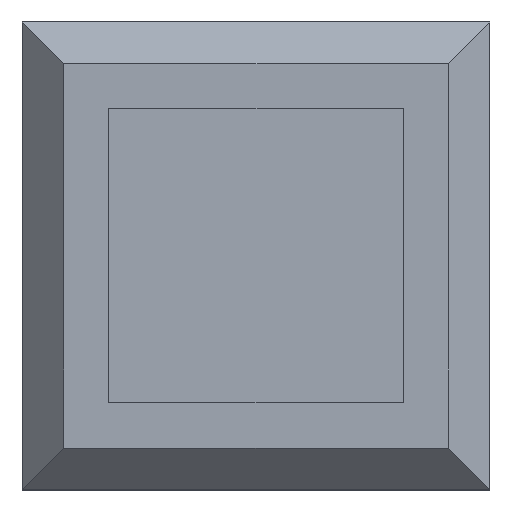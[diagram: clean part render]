
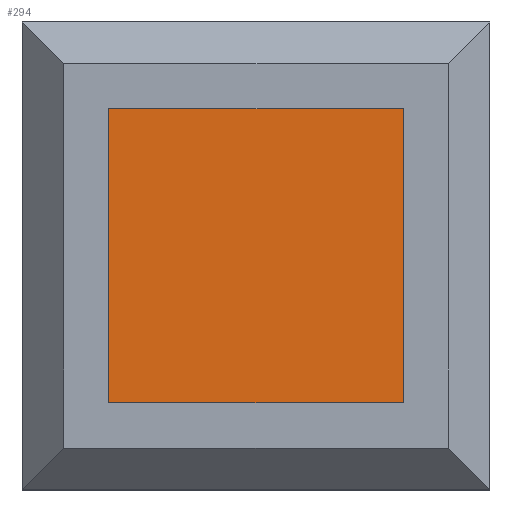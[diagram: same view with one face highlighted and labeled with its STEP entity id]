
A CAD part, top view. The second image highlights one B-rep face of the part: STEP entity #294.
In plain terms, the highlighted planar face has unit normal (0, 0, 1).
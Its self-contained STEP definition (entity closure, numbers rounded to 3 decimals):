
#11 = DIRECTION ( 'NONE',  ( 1., 0., 0. ) ) ;
#21 = CARTESIAN_POINT ( 'NONE',  ( -4.4, -4.4, 23.4 ) ) ;
#34 = CARTESIAN_POINT ( 'NONE',  ( -4.4, 4.4, 23.4 ) ) ;
#113 = LINE ( 'NONE', #650, #499 ) ;
#114 = CARTESIAN_POINT ( 'NONE',  ( -4.4, -4.4, 23.4 ) ) ;
#116 = DIRECTION ( 'NONE',  ( -1., 0., 0. ) ) ;
#147 = ORIENTED_EDGE ( 'NONE', *, *, #246, .T. ) ;
#198 = CARTESIAN_POINT ( 'NONE',  ( 4.4, -4.4, 23.4 ) ) ;
#226 = EDGE_CURVE ( 'NONE', #837, #332, #802, .T. ) ;
#232 = LINE ( 'NONE', #34, #923 ) ;
#246 = EDGE_CURVE ( 'NONE', #797, #1112, #113, .T. ) ;
#266 = DIRECTION ( 'NONE',  ( 0., -1., 0. ) ) ;
#278 = PLANE ( 'NONE',  #1027 ) ;
#294 = ADVANCED_FACE ( 'NONE', ( #331 ), #278, .T. ) ;
#331 = FACE_OUTER_BOUND ( 'NONE', #387, .T. ) ;
#332 = VERTEX_POINT ( 'NONE', #21 ) ;
#372 = EDGE_CURVE ( 'NONE', #332, #797, #758, .T. ) ;
#387 = EDGE_LOOP ( 'NONE', ( #1116, #147, #438, #411 ) ) ;
#411 = ORIENTED_EDGE ( 'NONE', *, *, #226, .T. ) ;
#438 = ORIENTED_EDGE ( 'NONE', *, *, #846, .T. ) ;
#468 = CARTESIAN_POINT ( 'NONE',  ( 0., 0., 23.4 ) ) ;
#499 = VECTOR ( 'NONE', #922, 1000. ) ;
#528 = VECTOR ( 'NONE', #266, 1000. ) ;
#538 = CARTESIAN_POINT ( 'NONE',  ( -4.4, 4.4, 23.4 ) ) ;
#650 = CARTESIAN_POINT ( 'NONE',  ( 4.4, 4.4, 23.4 ) ) ;
#654 = DIRECTION ( 'NONE',  ( 0., 0., 1. ) ) ;
#758 = LINE ( 'NONE', #114, #1068 ) ;
#797 = VERTEX_POINT ( 'NONE', #198 ) ;
#802 = LINE ( 'NONE', #538, #528 ) ;
#837 = VERTEX_POINT ( 'NONE', #994 ) ;
#846 = EDGE_CURVE ( 'NONE', #1112, #837, #232, .T. ) ;
#922 = DIRECTION ( 'NONE',  ( 0., 1., 0. ) ) ;
#923 = VECTOR ( 'NONE', #116, 1000. ) ;
#994 = CARTESIAN_POINT ( 'NONE',  ( -4.4, 4.4, 23.4 ) ) ;
#1002 = CARTESIAN_POINT ( 'NONE',  ( 4.4, 4.4, 23.4 ) ) ;
#1027 = AXIS2_PLACEMENT_3D ( 'NONE', #468, #654, #1102 ) ;
#1068 = VECTOR ( 'NONE', #11, 1000. ) ;
#1102 = DIRECTION ( 'NONE',  ( 1., 0., 0. ) ) ;
#1112 = VERTEX_POINT ( 'NONE', #1002 ) ;
#1116 = ORIENTED_EDGE ( 'NONE', *, *, #372, .T. ) ;
